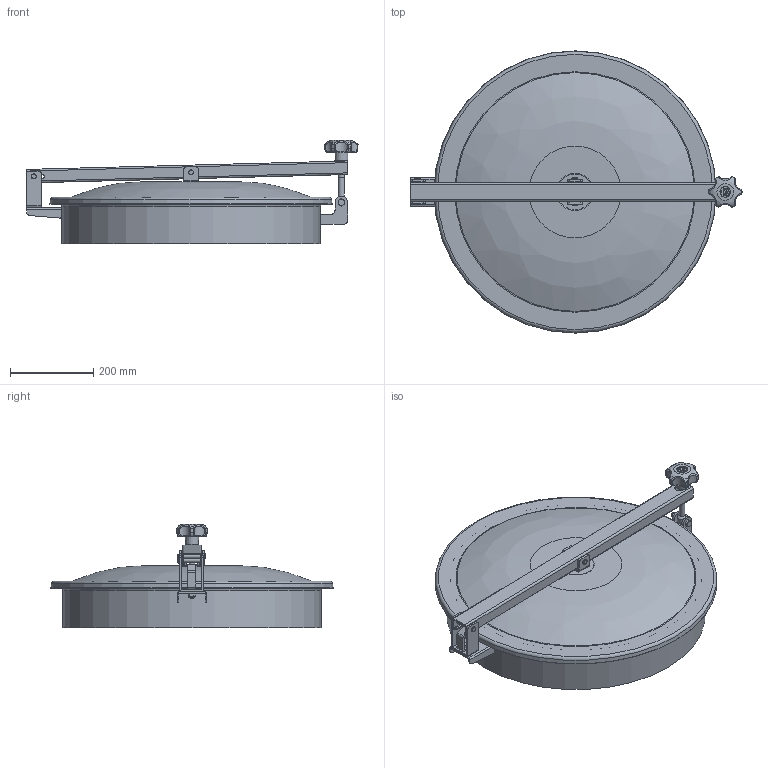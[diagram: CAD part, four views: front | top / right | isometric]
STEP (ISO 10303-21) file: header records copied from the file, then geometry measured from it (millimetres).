
FILE_DESCRIPTION( ( 'Unknown' ), '1' );
FILE_NAME( 'FA73E7100 MOD TV_600.stp', 'Unknown', ( 'Unknown' ), ( 'Unknown' ), 'PSStep 16.0.42', 'Unknown', ' ' );
FILE_SCHEMA( ( 'AUTOMOTIVE_DESIGN { 1 0 10303 214 1 1 1 1 }' ) );
Length unit declared in the file: millimetre
Products named in the file (22): 94171 rev 0; 94170 rev 0; 94171_1 rev 0; 7TA7300-4 rev 01; 81051 rev 01; 81046 rev 01; 8AL42-44 rev 02; 7CA7300; 8AS208; 81002; Assem1; 81085; 95011; 95420; 9632 assieme; 71044 rev 01; 93003 rev 01; 82053 rev 04; 91007 rev 05; 95206; 97321; 95015
Assembly tree (25 placements, depth 3):
  Assem1
    81085
    95011
    95420  x2
    9632 assieme
    71044 rev 01
    93003 rev 01  x2
    82053 rev 04
    91007 rev 05
    95206  x2
    97321
    95015
    7CA7300
      8AS208
      81002
    94171 rev 0
      94170 rev 0
      94171_1 rev 0
    7TA7300-4 rev 01
      81051 rev 01
      81046 rev 01  x2
      8AL42-44 rev 02
Bounding box: 795.31 x 676 x 247.5 mm (x, y, z)
Volume: 2911263.6 mm3; surface area: 1737016.6 mm2
Topology: 22 solids, 22 shells, 3361 faces, 6419 edges, 3092 vertices
Faces by surface type: plane 1661, cone 1343, cylinder 197, bspline 95, torus 59, sphere 6
Full cylindrical faces by diameter (mm): 8 x2, 8.5 x2, 10 x6, 10.2 x4, 10.25 x2, 10.5 x4, 11.835 x1, 12 x2, 12.09 x2, 12.5 x1, 14 x2, 16.5 x2, 17 x1, 18.5 x2, 18.6 x1, 20 x2, 21.7 x1, 22 x2, 25 x2, 25.8 x1, 85 x1, 91 x1, 614 x1, 620 x1, 650 x1, 656 x1, 658 x1, 665 x1, 676 x1
Entity records: 121390 total; most frequent: CARTESIAN_POINT 35653, ORIENTED_EDGE 12214, DIRECTION 11700, EDGE_CURVE 6107, AXIS2_PLACEMENT_3D 5194, EDGE_LOOP 3452, FACE_OUTER_BOUND 3362, STYLED_ITEM 3295
